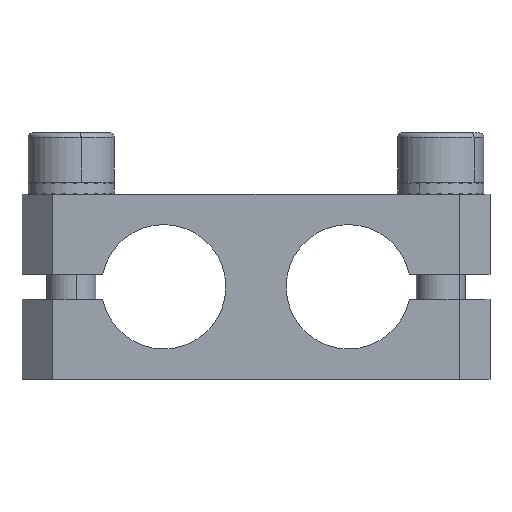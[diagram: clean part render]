
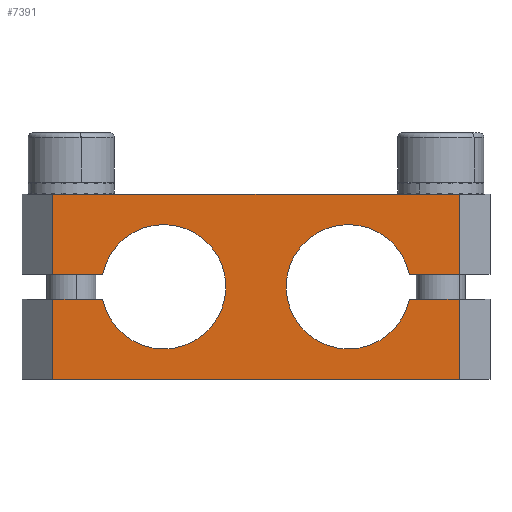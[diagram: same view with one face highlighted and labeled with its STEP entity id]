
A CAD part, front view. The second image highlights one B-rep face of the part: STEP entity #7391.
In plain terms, the highlighted planar face has unit normal (0, -1, 0).
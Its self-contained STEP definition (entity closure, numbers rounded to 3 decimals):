
#24 = VECTOR ( 'NONE', #504, 1000. ) ;
#31 = CIRCLE ( 'NONE', #2439, 5.05 ) ;
#48 = DIRECTION ( 'NONE',  ( 1., 0., 0. ) ) ;
#54 = EDGE_CURVE ( 'NONE', #7050, #4750, #7693, .T. ) ;
#93 = DIRECTION ( 'NONE',  ( 0., -1., 0. ) ) ;
#163 = AXIS2_PLACEMENT_3D ( 'NONE', #196, #2763, #5658 ) ;
#196 = CARTESIAN_POINT ( 'NONE',  ( 7.5, -4., 0. ) ) ;
#308 = CARTESIAN_POINT ( 'NONE',  ( -7.5, -4., -5.05 ) ) ;
#348 = LINE ( 'NONE', #3162, #24 ) ;
#504 = DIRECTION ( 'NONE',  ( -1., 0., 0. ) ) ;
#643 = ORIENTED_EDGE ( 'NONE', *, *, #4303, .F. ) ;
#658 = VERTEX_POINT ( 'NONE', #7816 ) ;
#661 = ORIENTED_EDGE ( 'NONE', *, *, #990, .T. ) ;
#750 = ORIENTED_EDGE ( 'NONE', *, *, #5695, .F. ) ;
#860 = VECTOR ( 'NONE', #7638, 1000. ) ;
#877 = CARTESIAN_POINT ( 'NONE',  ( -16.5, -4., -7.5 ) ) ;
#990 = EDGE_CURVE ( 'NONE', #5215, #7050, #6881, .T. ) ;
#1002 = VERTEX_POINT ( 'NONE', #1532 ) ;
#1007 = CARTESIAN_POINT ( 'NONE',  ( -16.5, -4., -7.5 ) ) ;
#1044 = CARTESIAN_POINT ( 'NONE',  ( -7.5, -4., 0. ) ) ;
#1054 = DIRECTION ( 'NONE',  ( 0., -1., 0. ) ) ;
#1137 = VERTEX_POINT ( 'NONE', #7398 ) ;
#1228 = ORIENTED_EDGE ( 'NONE', *, *, #3540, .F. ) ;
#1265 = CARTESIAN_POINT ( 'NONE',  ( -19., -4., -7.5 ) ) ;
#1346 = VERTEX_POINT ( 'NONE', #6405 ) ;
#1354 = CARTESIAN_POINT ( 'NONE',  ( -7.5, -4., 5.05 ) ) ;
#1397 = CARTESIAN_POINT ( 'NONE',  ( 16.5, -4., -1. ) ) ;
#1415 = ORIENTED_EDGE ( 'NONE', *, *, #1909, .F. ) ;
#1425 = VERTEX_POINT ( 'NONE', #5974 ) ;
#1525 = AXIS2_PLACEMENT_3D ( 'NONE', #1265, #1054, #7856 ) ;
#1532 = CARTESIAN_POINT ( 'NONE',  ( 7.5, -4., -5.05 ) ) ;
#1710 = DIRECTION ( 'NONE',  ( 0., -1., 0. ) ) ;
#1806 = VERTEX_POINT ( 'NONE', #1354 ) ;
#1867 = CIRCLE ( 'NONE', #3766, 5.05 ) ;
#1889 = LINE ( 'NONE', #7709, #5197 ) ;
#1909 = EDGE_CURVE ( 'NONE', #2725, #6507, #6500, .T. ) ;
#1917 = VERTEX_POINT ( 'NONE', #3446 ) ;
#2236 = FACE_OUTER_BOUND ( 'NONE', #2688, .T. ) ;
#2266 = ORIENTED_EDGE ( 'NONE', *, *, #4111, .T. ) ;
#2278 = VERTEX_POINT ( 'NONE', #6147 ) ;
#2361 = DIRECTION ( 'NONE',  ( 0., 0., -1. ) ) ;
#2392 = ORIENTED_EDGE ( 'NONE', *, *, #54, .T. ) ;
#2439 = AXIS2_PLACEMENT_3D ( 'NONE', #2692, #2528, #2361 ) ;
#2453 = DIRECTION ( 'NONE',  ( 0., 0., -1. ) ) ;
#2493 = ORIENTED_EDGE ( 'NONE', *, *, #8114, .F. ) ;
#2528 = DIRECTION ( 'NONE',  ( 0., -1., 0. ) ) ;
#2588 = CARTESIAN_POINT ( 'NONE',  ( 7.5, -4., 0. ) ) ;
#2688 = EDGE_LOOP ( 'NONE', ( #2266, #4590, #5622, #5727, #3780, #643, #2493, #3053, #3563, #5631, #6821, #661, #2392, #750, #1228, #1415 ) ) ;
#2692 = CARTESIAN_POINT ( 'NONE',  ( 7.5, -4., 0. ) ) ;
#2725 = VERTEX_POINT ( 'NONE', #5684 ) ;
#2726 = CARTESIAN_POINT ( 'NONE',  ( 19., -4., -1. ) ) ;
#2763 = DIRECTION ( 'NONE',  ( 0., -1., 0. ) ) ;
#3053 = ORIENTED_EDGE ( 'NONE', *, *, #5337, .F. ) ;
#3162 = CARTESIAN_POINT ( 'NONE',  ( -12.399, -4., -1. ) ) ;
#3438 = DIRECTION ( 'NONE',  ( 0., 0., -1. ) ) ;
#3446 = CARTESIAN_POINT ( 'NONE',  ( -12.45, -4., 1. ) ) ;
#3507 = DIRECTION ( 'NONE',  ( 0., -1., 0. ) ) ;
#3530 = CARTESIAN_POINT ( 'NONE',  ( -7.5, -4., 0. ) ) ;
#3540 = EDGE_CURVE ( 'NONE', #6507, #1002, #8196, .T. ) ;
#3563 = ORIENTED_EDGE ( 'NONE', *, *, #5087, .T. ) ;
#3625 = DIRECTION ( 'NONE',  ( 0., 0., -1. ) ) ;
#3679 = VECTOR ( 'NONE', #6121, 1000. ) ;
#3685 = EDGE_CURVE ( 'NONE', #2278, #1425, #7647, .T. ) ;
#3758 = DIRECTION ( 'NONE',  ( 0., 0., 1. ) ) ;
#3766 = AXIS2_PLACEMENT_3D ( 'NONE', #3530, #3507, #3438 ) ;
#3780 = ORIENTED_EDGE ( 'NONE', *, *, #5579, .T. ) ;
#3862 = DIRECTION ( 'NONE',  ( 0., 0., -1. ) ) ;
#3924 = VECTOR ( 'NONE', #4615, 1000. ) ;
#4022 = EDGE_CURVE ( 'NONE', #5215, #658, #5870, .T. ) ;
#4028 = LINE ( 'NONE', #877, #3924 ) ;
#4086 = CIRCLE ( 'NONE', #4341, 5.05 ) ;
#4111 = EDGE_CURVE ( 'NONE', #2725, #6824, #5228, .T. ) ;
#4163 = EDGE_CURVE ( 'NONE', #2278, #5835, #4719, .T. ) ;
#4303 = EDGE_CURVE ( 'NONE', #1806, #1917, #4086, .T. ) ;
#4312 = EDGE_CURVE ( 'NONE', #1137, #658, #4028, .T. ) ;
#4341 = AXIS2_PLACEMENT_3D ( 'NONE', #7169, #4773, #2453 ) ;
#4590 = ORIENTED_EDGE ( 'NONE', *, *, #5839, .T. ) ;
#4615 = DIRECTION ( 'NONE',  ( 0., 0., -1. ) ) ;
#4719 = LINE ( 'NONE', #5420, #4815 ) ;
#4723 = CARTESIAN_POINT ( 'NONE',  ( 7.5, -4., 5.05 ) ) ;
#4750 = VERTEX_POINT ( 'NONE', #5082 ) ;
#4773 = DIRECTION ( 'NONE',  ( 0., -1., 0. ) ) ;
#4815 = VECTOR ( 'NONE', #8241, 1000. ) ;
#5015 = CIRCLE ( 'NONE', #6265, 5.05 ) ;
#5082 = CARTESIAN_POINT ( 'NONE',  ( 12.45, -4., -1. ) ) ;
#5087 = EDGE_CURVE ( 'NONE', #1346, #1137, #348, .T. ) ;
#5127 = VECTOR ( 'NONE', #48, 1000. ) ;
#5197 = VECTOR ( 'NONE', #3758, 1000. ) ;
#5215 = VERTEX_POINT ( 'NONE', #7974 ) ;
#5228 = LINE ( 'NONE', #6768, #5127 ) ;
#5337 = EDGE_CURVE ( 'NONE', #1346, #5468, #1867, .T. ) ;
#5420 = CARTESIAN_POINT ( 'NONE',  ( -19., -4., 7.5 ) ) ;
#5468 = VERTEX_POINT ( 'NONE', #308 ) ;
#5505 = CARTESIAN_POINT ( 'NONE',  ( 19., -4., -7.5 ) ) ;
#5579 = EDGE_CURVE ( 'NONE', #1425, #1917, #6105, .T. ) ;
#5593 = CARTESIAN_POINT ( 'NONE',  ( 16.5, -4., 1. ) ) ;
#5622 = ORIENTED_EDGE ( 'NONE', *, *, #4163, .F. ) ;
#5631 = ORIENTED_EDGE ( 'NONE', *, *, #4312, .T. ) ;
#5658 = DIRECTION ( 'NONE',  ( 0., 0., -1. ) ) ;
#5684 = CARTESIAN_POINT ( 'NONE',  ( 12.45, -4., 1. ) ) ;
#5695 = EDGE_CURVE ( 'NONE', #1002, #4750, #31, .T. ) ;
#5727 = ORIENTED_EDGE ( 'NONE', *, *, #3685, .T. ) ;
#5831 = VECTOR ( 'NONE', #6521, 1000. ) ;
#5835 = VERTEX_POINT ( 'NONE', #6091 ) ;
#5839 = EDGE_CURVE ( 'NONE', #6824, #5835, #1889, .T. ) ;
#5870 = LINE ( 'NONE', #5505, #5831 ) ;
#5974 = CARTESIAN_POINT ( 'NONE',  ( -16.5, -4., 1. ) ) ;
#6091 = CARTESIAN_POINT ( 'NONE',  ( 16.5, -4., 7.5 ) ) ;
#6105 = LINE ( 'NONE', #7876, #860 ) ;
#6121 = DIRECTION ( 'NONE',  ( 0., 0., 1. ) ) ;
#6147 = CARTESIAN_POINT ( 'NONE',  ( -16.5, -4., 7.5 ) ) ;
#6265 = AXIS2_PLACEMENT_3D ( 'NONE', #1044, #1710, #7022 ) ;
#6405 = CARTESIAN_POINT ( 'NONE',  ( -12.45, -4., -1. ) ) ;
#6500 = CIRCLE ( 'NONE', #163, 5.05 ) ;
#6507 = VERTEX_POINT ( 'NONE', #4723 ) ;
#6521 = DIRECTION ( 'NONE',  ( -1., 0., 0. ) ) ;
#6768 = CARTESIAN_POINT ( 'NONE',  ( 12.399, -4., 1. ) ) ;
#6821 = ORIENTED_EDGE ( 'NONE', *, *, #4022, .F. ) ;
#6824 = VERTEX_POINT ( 'NONE', #5593 ) ;
#6881 = LINE ( 'NONE', #8381, #3679 ) ;
#7022 = DIRECTION ( 'NONE',  ( 0., 0., -1. ) ) ;
#7050 = VERTEX_POINT ( 'NONE', #1397 ) ;
#7169 = CARTESIAN_POINT ( 'NONE',  ( -7.5, -4., 0. ) ) ;
#7391 = ADVANCED_FACE ( 'NONE', ( #2236 ), #7743, .T. ) ;
#7398 = CARTESIAN_POINT ( 'NONE',  ( -16.5, -4., -1. ) ) ;
#7483 = AXIS2_PLACEMENT_3D ( 'NONE', #2588, #93, #3625 ) ;
#7518 = VECTOR ( 'NONE', #3862, 1000. ) ;
#7572 = DIRECTION ( 'NONE',  ( -1., 0., 0. ) ) ;
#7638 = DIRECTION ( 'NONE',  ( 1., 0., 0. ) ) ;
#7647 = LINE ( 'NONE', #1007, #7518 ) ;
#7693 = LINE ( 'NONE', #2726, #7745 ) ;
#7709 = CARTESIAN_POINT ( 'NONE',  ( 16.5, -4., -7.5 ) ) ;
#7743 = PLANE ( 'NONE',  #1525 ) ;
#7745 = VECTOR ( 'NONE', #7572, 1000. ) ;
#7816 = CARTESIAN_POINT ( 'NONE',  ( -16.5, -4., -7.5 ) ) ;
#7856 = DIRECTION ( 'NONE',  ( 0., 0., -1. ) ) ;
#7876 = CARTESIAN_POINT ( 'NONE',  ( -19., -4., 1. ) ) ;
#7974 = CARTESIAN_POINT ( 'NONE',  ( 16.5, -4., -7.5 ) ) ;
#8114 = EDGE_CURVE ( 'NONE', #5468, #1806, #5015, .T. ) ;
#8196 = CIRCLE ( 'NONE', #7483, 5.05 ) ;
#8241 = DIRECTION ( 'NONE',  ( 1., 0., 0. ) ) ;
#8381 = CARTESIAN_POINT ( 'NONE',  ( 16.5, -4., -7.5 ) ) ;
